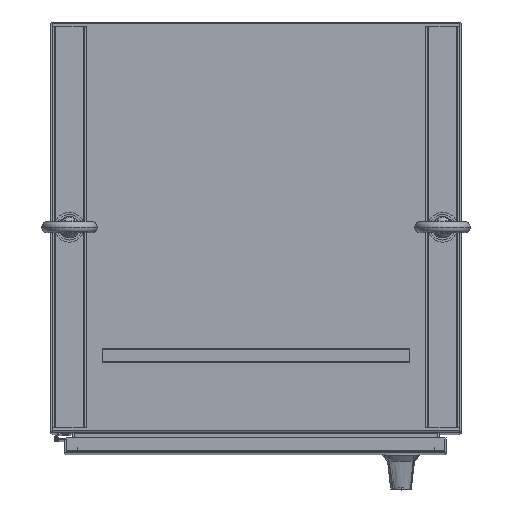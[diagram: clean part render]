
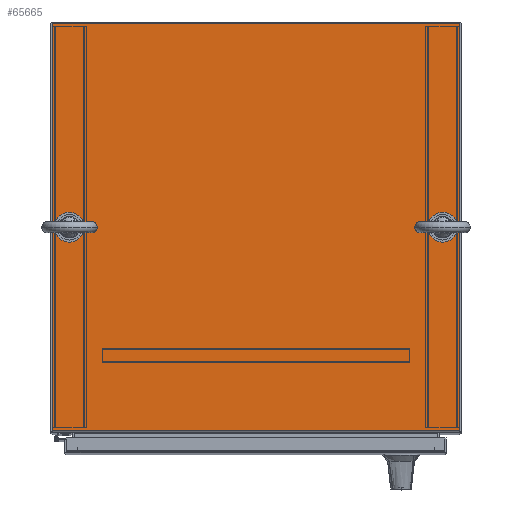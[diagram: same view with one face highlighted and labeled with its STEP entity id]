
A CAD part, top view. The second image highlights one B-rep face of the part: STEP entity #65665.
In plain terms, the highlighted planar face has unit normal (0, 0, 1).
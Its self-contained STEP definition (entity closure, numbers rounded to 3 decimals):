
#418 = VECTOR ( 'NONE', #4138, 39.37 ) ;
#897 = CARTESIAN_POINT ( 'NONE',  ( -24.805, 6., 72.06 ) ) ;
#4138 = DIRECTION ( 'NONE',  ( 0., -1., 0. ) ) ;
#5293 = VERTEX_POINT ( 'NONE', #32688 ) ;
#6422 = EDGE_CURVE ( 'NONE', #26453, #24560, #31158, .T. ) ;
#7692 = VERTEX_POINT ( 'NONE', #32331 ) ;
#7889 = AXIS2_PLACEMENT_3D ( 'NONE', #22168, #58189, #47842 ) ;
#8543 = CARTESIAN_POINT ( 'NONE',  ( -24.805, 6., 72.06 ) ) ;
#9014 = EDGE_CURVE ( 'NONE', #7692, #5293, #48441, .T. ) ;
#11374 = CARTESIAN_POINT ( 'NONE',  ( -0.935, -18., 72.06 ) ) ;
#11958 = VERTEX_POINT ( 'NONE', #39915 ) ;
#12453 = EDGE_CURVE ( 'NONE', #16888, #11958, #20127, .T. ) ;
#14625 = DIRECTION ( 'NONE',  ( 0., 0., -1. ) ) ;
#14649 = CIRCLE ( 'NONE', #21964, 0.375 ) ;
#16351 = EDGE_CURVE ( 'NONE', #5293, #7692, #14649, .T. ) ;
#16825 = CARTESIAN_POINT ( 'NONE',  ( -23.43, -5.968, 72.06 ) ) ;
#16888 = VERTEX_POINT ( 'NONE', #53729 ) ;
#18285 = CARTESIAN_POINT ( 'NONE',  ( -1.935, -5.968, 72.06 ) ) ;
#18803 = CARTESIAN_POINT ( 'NONE',  ( -24.805, -18., 72.06 ) ) ;
#20127 = LINE ( 'NONE', #56809, #31363 ) ;
#21964 = AXIS2_PLACEMENT_3D ( 'NONE', #29606, #54973, #49950 ) ;
#22168 = CARTESIAN_POINT ( 'NONE',  ( -24.805, -18., 72.06 ) ) ;
#22438 = CIRCLE ( 'NONE', #62917, 0.375 ) ;
#23755 = ORIENTED_EDGE ( 'NONE', *, *, #26245, .T. ) ;
#24560 = VERTEX_POINT ( 'NONE', #27638 ) ;
#25444 = CARTESIAN_POINT ( 'NONE',  ( -23.805, -5.968, 72.06 ) ) ;
#26245 = EDGE_CURVE ( 'NONE', #45958, #35667, #28505, .T. ) ;
#26453 = VERTEX_POINT ( 'NONE', #16825 ) ;
#26912 = AXIS2_PLACEMENT_3D ( 'NONE', #25444, #35815, #56148 ) ;
#27493 = PLANE ( 'NONE',  #7889 ) ;
#27638 = CARTESIAN_POINT ( 'NONE',  ( -24.18, -5.968, 72.06 ) ) ;
#27753 = EDGE_CURVE ( 'NONE', #11958, #45958, #62378, .T. ) ;
#28505 = LINE ( 'NONE', #8543, #48202 ) ;
#29606 = CARTESIAN_POINT ( 'NONE',  ( -1.935, -5.968, 72.06 ) ) ;
#31158 = CIRCLE ( 'NONE', #26912, 0.375 ) ;
#31363 = VECTOR ( 'NONE', #50818, 39.37 ) ;
#31750 = EDGE_LOOP ( 'NONE', ( #50749, #38210 ) ) ;
#32331 = CARTESIAN_POINT ( 'NONE',  ( -2.31, -5.968, 72.06 ) ) ;
#32522 = FACE_OUTER_BOUND ( 'NONE', #42094, .T. ) ;
#32688 = CARTESIAN_POINT ( 'NONE',  ( -1.56, -5.968, 72.06 ) ) ;
#34388 = CARTESIAN_POINT ( 'NONE',  ( -0.935, 6., 72.06 ) ) ;
#35667 = VERTEX_POINT ( 'NONE', #897 ) ;
#35815 = DIRECTION ( 'NONE',  ( 0., 0., -1. ) ) ;
#38189 = FACE_BOUND ( 'NONE', #38967, .T. ) ;
#38210 = ORIENTED_EDGE ( 'NONE', *, *, #38873, .T. ) ;
#38873 = EDGE_CURVE ( 'NONE', #24560, #26453, #22438, .T. ) ;
#38967 = EDGE_LOOP ( 'NONE', ( #62769, #57712 ) ) ;
#39167 = LINE ( 'NONE', #18803, #418 ) ;
#39915 = CARTESIAN_POINT ( 'NONE',  ( -0.935, -17.857, 72.06 ) ) ;
#40344 = ORIENTED_EDGE ( 'NONE', *, *, #12453, .T. ) ;
#42094 = EDGE_LOOP ( 'NONE', ( #51153, #23755, #61835, #40344 ) ) ;
#42258 = CARTESIAN_POINT ( 'NONE',  ( -23.805, -5.968, 72.06 ) ) ;
#43498 = FACE_BOUND ( 'NONE', #31750, .T. ) ;
#45958 = VERTEX_POINT ( 'NONE', #34388 ) ;
#46600 = DIRECTION ( 'NONE',  ( 1., 0., 0. ) ) ;
#46711 = DIRECTION ( 'NONE',  ( 0., 1., 0. ) ) ;
#47842 = DIRECTION ( 'NONE',  ( 1., 0., 0. ) ) ;
#48202 = VECTOR ( 'NONE', #59867, 39.37 ) ;
#48441 = CIRCLE ( 'NONE', #56982, 0.375 ) ;
#49950 = DIRECTION ( 'NONE',  ( 1., 0., 0. ) ) ;
#50749 = ORIENTED_EDGE ( 'NONE', *, *, #6422, .T. ) ;
#50818 = DIRECTION ( 'NONE',  ( 1., 0., 0. ) ) ;
#51153 = ORIENTED_EDGE ( 'NONE', *, *, #27753, .T. ) ;
#53729 = CARTESIAN_POINT ( 'NONE',  ( -24.805, -17.857, 72.06 ) ) ;
#54744 = VECTOR ( 'NONE', #46711, 39.37 ) ;
#54973 = DIRECTION ( 'NONE',  ( 0., 0., -1. ) ) ;
#56148 = DIRECTION ( 'NONE',  ( 1., 0., 0. ) ) ;
#56809 = CARTESIAN_POINT ( 'NONE',  ( -24.805, -17.857, 72.06 ) ) ;
#56982 = AXIS2_PLACEMENT_3D ( 'NONE', #18285, #14625, #59628 ) ;
#57712 = ORIENTED_EDGE ( 'NONE', *, *, #9014, .T. ) ;
#58189 = DIRECTION ( 'NONE',  ( 0., 0., 1. ) ) ;
#59628 = DIRECTION ( 'NONE',  ( 1., 0., 0. ) ) ;
#59867 = DIRECTION ( 'NONE',  ( -1., 0., 0. ) ) ;
#61835 = ORIENTED_EDGE ( 'NONE', *, *, #65739, .T. ) ;
#62378 = LINE ( 'NONE', #11374, #54744 ) ;
#62590 = DIRECTION ( 'NONE',  ( 0., 0., -1. ) ) ;
#62769 = ORIENTED_EDGE ( 'NONE', *, *, #16351, .T. ) ;
#62917 = AXIS2_PLACEMENT_3D ( 'NONE', #42258, #62590, #46600 ) ;
#65665 = ADVANCED_FACE ( 'NONE', ( #32522, #38189, #43498 ), #27493, .T. ) ;
#65739 = EDGE_CURVE ( 'NONE', #35667, #16888, #39167, .T. ) ;
